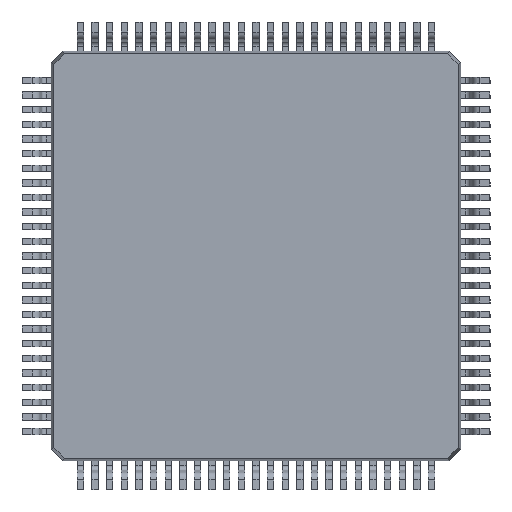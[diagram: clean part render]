
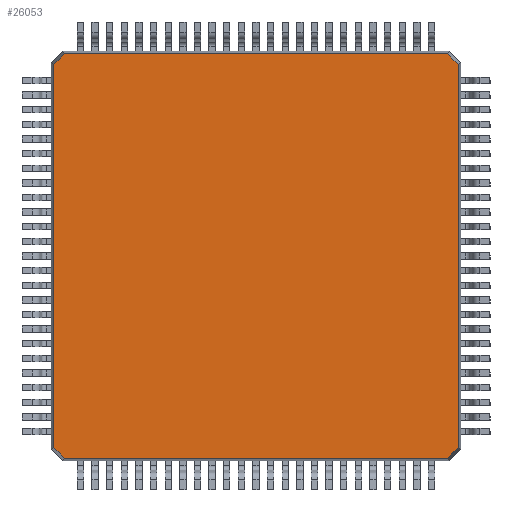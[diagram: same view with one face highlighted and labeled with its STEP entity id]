
A CAD part, front view. The second image highlights one B-rep face of the part: STEP entity #26053.
In plain terms, the highlighted planar face has unit normal (0, -1, 0).
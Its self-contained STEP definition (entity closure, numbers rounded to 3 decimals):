
#163 = DIRECTION ( 'NONE',  ( 0., 0., -1. ) ) ;
#1046 = VECTOR ( 'NONE', #6315, 1000. ) ;
#1957 = EDGE_CURVE ( 'NONE', #41090, #36050, #15592, .T. ) ;
#4315 = LINE ( 'NONE', #20439, #1046 ) ;
#4725 = CARTESIAN_POINT ( 'NONE',  ( 6.562, 0.15, 6.907 ) ) ;
#5183 = DIRECTION ( 'NONE',  ( 0., 0., 1. ) ) ;
#6315 = DIRECTION ( 'NONE',  ( 0., 0., -1. ) ) ;
#7053 = VECTOR ( 'NONE', #35434, 1000. ) ;
#7076 = EDGE_CURVE ( 'NONE', #38012, #13489, #27729, .T. ) ;
#7117 = VECTOR ( 'NONE', #16506, 1000. ) ;
#7568 = VECTOR ( 'NONE', #42142, 1000. ) ;
#8280 = ORIENTED_EDGE ( 'NONE', *, *, #1957, .T. ) ;
#9215 = CARTESIAN_POINT ( 'NONE',  ( 6.6, 0.15, 6.907 ) ) ;
#9474 = VERTEX_POINT ( 'NONE', #14850 ) ;
#10234 = FACE_OUTER_BOUND ( 'NONE', #10752, .T. ) ;
#10752 = EDGE_LOOP ( 'NONE', ( #38191, #18115, #8280, #15631, #18298, #30252, #21499, #25879 ) ) ;
#11716 = DIRECTION ( 'NONE',  ( -0.707, 0., -0.707 ) ) ;
#12614 = CARTESIAN_POINT ( 'NONE',  ( -6.562, 0.15, -6.907 ) ) ;
#13029 = LINE ( 'NONE', #35147, #7568 ) ;
#13117 = VECTOR ( 'NONE', #19023, 1000. ) ;
#13337 = VERTEX_POINT ( 'NONE', #4725 ) ;
#13489 = VERTEX_POINT ( 'NONE', #12614 ) ;
#14850 = CARTESIAN_POINT ( 'NONE',  ( 6.562, 0.15, -6.907 ) ) ;
#14940 = CARTESIAN_POINT ( 'NONE',  ( -6.934, 0.15, -6.534 ) ) ;
#15592 = LINE ( 'NONE', #18405, #37823 ) ;
#15631 = ORIENTED_EDGE ( 'NONE', *, *, #30061, .T. ) ;
#16506 = DIRECTION ( 'NONE',  ( -1., 0., 0. ) ) ;
#18115 = ORIENTED_EDGE ( 'NONE', *, *, #35924, .T. ) ;
#18298 = ORIENTED_EDGE ( 'NONE', *, *, #7076, .T. ) ;
#18401 = AXIS2_PLACEMENT_3D ( 'NONE', #41733, #31712, #163 ) ;
#18405 = CARTESIAN_POINT ( 'NONE',  ( -6.534, 0.15, 6.934 ) ) ;
#18577 = EDGE_CURVE ( 'NONE', #13489, #9474, #13029, .T. ) ;
#19023 = DIRECTION ( 'NONE',  ( 0.707, 0., -0.707 ) ) ;
#19639 = LINE ( 'NONE', #9215, #7117 ) ;
#20397 = EDGE_CURVE ( 'NONE', #28648, #24408, #30736, .T. ) ;
#20439 = CARTESIAN_POINT ( 'NONE',  ( -6.907, 0.15, 6.6 ) ) ;
#21472 = VECTOR ( 'NONE', #5183, 1000. ) ;
#21499 = ORIENTED_EDGE ( 'NONE', *, *, #31564, .T. ) ;
#22615 = CARTESIAN_POINT ( 'NONE',  ( 6.907, 0.15, -6.6 ) ) ;
#23284 = CARTESIAN_POINT ( 'NONE',  ( 6.534, 0.15, -6.934 ) ) ;
#24408 = VERTEX_POINT ( 'NONE', #28788 ) ;
#25864 = CARTESIAN_POINT ( 'NONE',  ( 6.907, 0.15, -6.562 ) ) ;
#25879 = ORIENTED_EDGE ( 'NONE', *, *, #20397, .T. ) ;
#26053 = ADVANCED_FACE ( 'NONE', ( #10234 ), #31287, .T. ) ;
#26950 = CARTESIAN_POINT ( 'NONE',  ( -6.907, 0.15, 6.562 ) ) ;
#27399 = CARTESIAN_POINT ( 'NONE',  ( -6.907, 0.15, -6.562 ) ) ;
#27729 = LINE ( 'NONE', #14940, #13117 ) ;
#28648 = VERTEX_POINT ( 'NONE', #25864 ) ;
#28788 = CARTESIAN_POINT ( 'NONE',  ( 6.907, 0.15, 6.562 ) ) ;
#28793 = LINE ( 'NONE', #31665, #7053 ) ;
#30061 = EDGE_CURVE ( 'NONE', #36050, #38012, #4315, .T. ) ;
#30252 = ORIENTED_EDGE ( 'NONE', *, *, #18577, .T. ) ;
#30736 = LINE ( 'NONE', #22615, #21472 ) ;
#31287 = PLANE ( 'NONE',  #18401 ) ;
#31564 = EDGE_CURVE ( 'NONE', #9474, #28648, #34708, .T. ) ;
#31665 = CARTESIAN_POINT ( 'NONE',  ( 6.934, 0.15, 6.534 ) ) ;
#31712 = DIRECTION ( 'NONE',  ( 0., -1., 0. ) ) ;
#33443 = DIRECTION ( 'NONE',  ( 0.707, 0., 0.707 ) ) ;
#34708 = LINE ( 'NONE', #23284, #39583 ) ;
#35147 = CARTESIAN_POINT ( 'NONE',  ( -6.6, 0.15, -6.907 ) ) ;
#35434 = DIRECTION ( 'NONE',  ( -0.707, 0., 0.707 ) ) ;
#35924 = EDGE_CURVE ( 'NONE', #13337, #41090, #19639, .T. ) ;
#36050 = VERTEX_POINT ( 'NONE', #26950 ) ;
#37823 = VECTOR ( 'NONE', #11716, 1000. ) ;
#38012 = VERTEX_POINT ( 'NONE', #27399 ) ;
#38191 = ORIENTED_EDGE ( 'NONE', *, *, #38469, .T. ) ;
#38469 = EDGE_CURVE ( 'NONE', #24408, #13337, #28793, .T. ) ;
#39583 = VECTOR ( 'NONE', #33443, 1000. ) ;
#41090 = VERTEX_POINT ( 'NONE', #41680 ) ;
#41680 = CARTESIAN_POINT ( 'NONE',  ( -6.562, 0.15, 6.907 ) ) ;
#41733 = CARTESIAN_POINT ( 'NONE',  ( 0., 0.15, 0. ) ) ;
#42142 = DIRECTION ( 'NONE',  ( 1., 0., 0. ) ) ;
